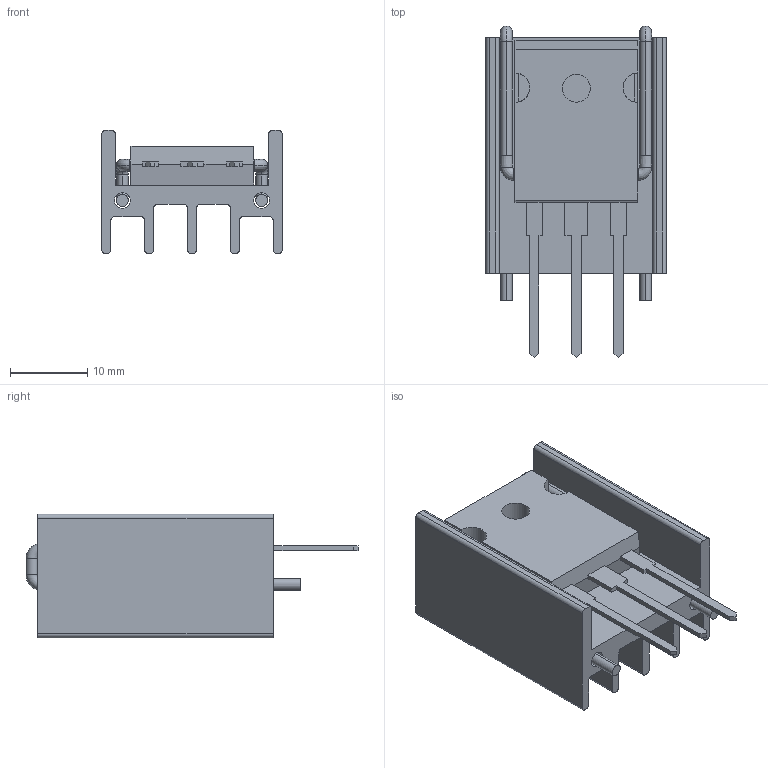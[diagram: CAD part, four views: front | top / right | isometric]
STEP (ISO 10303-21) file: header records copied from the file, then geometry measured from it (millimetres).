
FILE_DESCRIPTION(('FreeCAD Model'),'2;1');
FILE_NAME('Open CASCADE Shape Model','2023-05-08T16:45:48',(''),(''), 'Open CASCADE STEP processor 7.6','FreeCAD','Unknown');
FILE_SCHEMA(('AUTOMOTIVE_DESIGN { 1 0 10303 214 1 1 1 1 }'));
Length unit declared in the file: millimetre
Products named in the file (5): Unnamed; TO-247-3_Vertical; 247; SOLID; COMPOUND
Assembly tree (4 placements, depth 3):
  Unnamed
    TO-247-3_Vertical
    247
      SOLID
      COMPOUND
Bounding box: 23.37 x 42.99 x 16 mm (x, y, z)
Volume: 5729.4 mm3; surface area: 6633 mm2
Topology: 2 solids, 2 shells, 150 faces, 421 edges, 318 vertices
Faces by surface type: plane 87, cylinder 43, bspline 12, torus 8
Full cylindrical faces by diameter (mm): 3.61 x1, 7.19 x1, 7.4 x1
Entity records: 12292 total; most frequent: CARTESIAN_POINT 2886, DIRECTION 1507, LINE 965, VECTOR 965, ORIENTED_EDGE 814, PCURVE 814, DEFINITIONAL_REPRESENTATION 814, EDGE_CURVE 407
